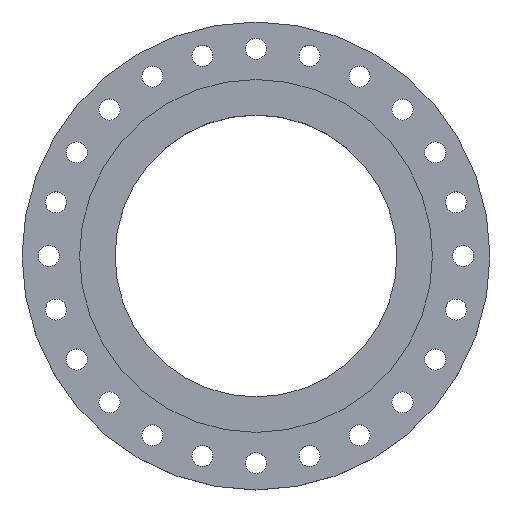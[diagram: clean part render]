
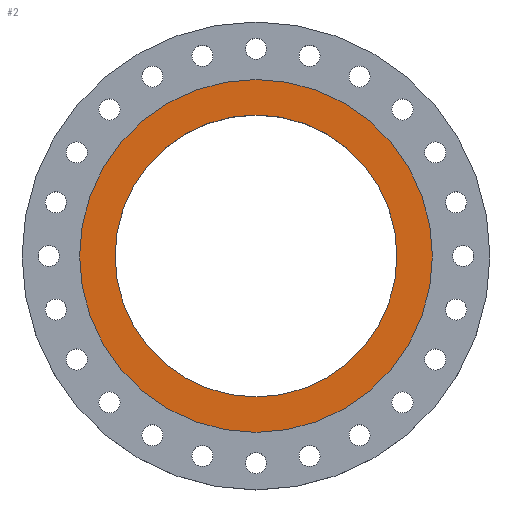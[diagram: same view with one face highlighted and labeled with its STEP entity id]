
A CAD part, top view. The second image highlights one B-rep face of the part: STEP entity #2.
In plain terms, the highlighted planar face has unit normal (0, 0, 1).
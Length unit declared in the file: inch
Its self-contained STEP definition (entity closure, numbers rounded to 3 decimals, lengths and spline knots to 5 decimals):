
#2 = ADVANCED_FACE ( 'NONE', ( #634, #463 ), #445, .F. ) ;
#43 = EDGE_CURVE ( 'NONE', #107, #54, #1509, .T. ) ;
#54 = VERTEX_POINT ( 'NONE', #1978 ) ;
#74 = DIRECTION ( 'NONE',  ( -1., 0., 0. ) ) ;
#76 = AXIS2_PLACEMENT_3D ( 'NONE', #141, #1222, #1790 ) ;
#87 = DIRECTION ( 'NONE',  ( 0., 0., -1. ) ) ;
#107 = VERTEX_POINT ( 'NONE', #167 ) ;
#141 = CARTESIAN_POINT ( 'NONE',  ( 0., 0., 0. ) ) ;
#167 = CARTESIAN_POINT ( 'NONE',  ( 9.188, 0., 0. ) ) ;
#270 = CIRCLE ( 'NONE', #418, 9.188 ) ;
#324 = DIRECTION ( 'NONE',  ( 1., 0., 0. ) ) ;
#407 = VERTEX_POINT ( 'NONE', #2333 ) ;
#418 = AXIS2_PLACEMENT_3D ( 'NONE', #485, #1024, #1566 ) ;
#434 = ORIENTED_EDGE ( 'NONE', *, *, #1156, .T. ) ;
#445 = PLANE ( 'NONE',  #1196 ) ;
#463 = FACE_OUTER_BOUND ( 'NONE', #1189, .T. ) ;
#473 = DIRECTION ( 'NONE',  ( 1., 0., 0. ) ) ;
#485 = CARTESIAN_POINT ( 'NONE',  ( 0., 0., 0. ) ) ;
#634 = FACE_BOUND ( 'NONE', #1084, .T. ) ;
#654 = CARTESIAN_POINT ( 'NONE',  ( -11.5, 0., 0. ) ) ;
#952 = ORIENTED_EDGE ( 'NONE', *, *, #1367, .T. ) ;
#1024 = DIRECTION ( 'NONE',  ( 0., 0., 1. ) ) ;
#1084 = EDGE_LOOP ( 'NONE', ( #1376, #1245 ) ) ;
#1156 = EDGE_CURVE ( 'NONE', #1937, #407, #1480, .T. ) ;
#1189 = EDGE_LOOP ( 'NONE', ( #952, #434 ) ) ;
#1196 = AXIS2_PLACEMENT_3D ( 'NONE', #1877, #87, #74 ) ;
#1214 = CARTESIAN_POINT ( 'NONE',  ( 0., 0., 0. ) ) ;
#1222 = DIRECTION ( 'NONE',  ( 0., 0., 1. ) ) ;
#1245 = ORIENTED_EDGE ( 'NONE', *, *, #2108, .F. ) ;
#1284 = AXIS2_PLACEMENT_3D ( 'NONE', #1214, #1941, #324 ) ;
#1367 = EDGE_CURVE ( 'NONE', #407, #1937, #1785, .T. ) ;
#1376 = ORIENTED_EDGE ( 'NONE', *, *, #43, .F. ) ;
#1480 = CIRCLE ( 'NONE', #1631, 11.5 ) ;
#1509 = CIRCLE ( 'NONE', #76, 9.188 ) ;
#1566 = DIRECTION ( 'NONE',  ( 1., 0., 0. ) ) ;
#1631 = AXIS2_PLACEMENT_3D ( 'NONE', #2101, #1900, #473 ) ;
#1785 = CIRCLE ( 'NONE', #1284, 11.5 ) ;
#1790 = DIRECTION ( 'NONE',  ( 1., 0., 0. ) ) ;
#1877 = CARTESIAN_POINT ( 'NONE',  ( 0., 9.188, 0. ) ) ;
#1900 = DIRECTION ( 'NONE',  ( 0., 0., 1. ) ) ;
#1937 = VERTEX_POINT ( 'NONE', #654 ) ;
#1941 = DIRECTION ( 'NONE',  ( 0., 0., 1. ) ) ;
#1978 = CARTESIAN_POINT ( 'NONE',  ( -9.188, 0., 0. ) ) ;
#2101 = CARTESIAN_POINT ( 'NONE',  ( 0., 0., 0. ) ) ;
#2108 = EDGE_CURVE ( 'NONE', #54, #107, #270, .T. ) ;
#2333 = CARTESIAN_POINT ( 'NONE',  ( 11.5, 0., 0. ) ) ;
